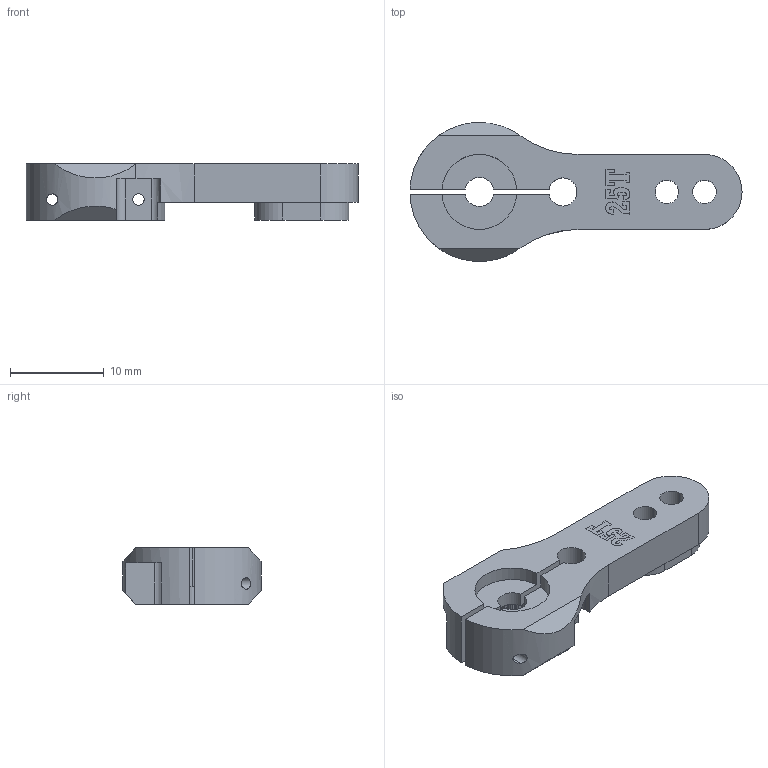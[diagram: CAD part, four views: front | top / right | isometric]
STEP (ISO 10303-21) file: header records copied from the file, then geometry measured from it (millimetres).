
FILE_DESCRIPTION (( 'STEP AP203' ), '1' );
FILE_NAME ('SW2020 Aluminium 25T Servo Horn_Default_sldprt.STEP', '2022-06-04T22:40:37', ( '' ), ( '' ), 'SwSTEP 2.0', 'SolidWorks 2021', '' );
FILE_SCHEMA (( 'CONFIG_CONTROL_DESIGN' ));
Length unit declared in the file: millimetre
Products named in the file (1): SW2020 Aluminium 25T Servo Horn_Default_sldprt
Bounding box: 35.39 x 14.8 x 6 mm (x, y, z)
Volume: 1380.5 mm3; surface area: 1519.4 mm2
Topology: 1 solids, 1 shells, 159 faces, 509 edges, 355 vertices
Faces by surface type: plane 79, cylinder 78, cone 2
Entity records: 6110 total; most frequent: CARTESIAN_POINT 1478, ORIENTED_EDGE 1018, DIRECTION 909, EDGE_CURVE 509, VERTEX_POINT 355, AXIS2_PLACEMENT_3D 320, VECTOR 269, LINE 269
